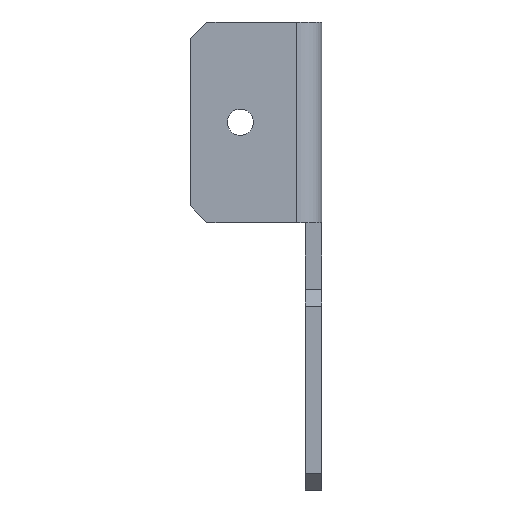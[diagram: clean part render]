
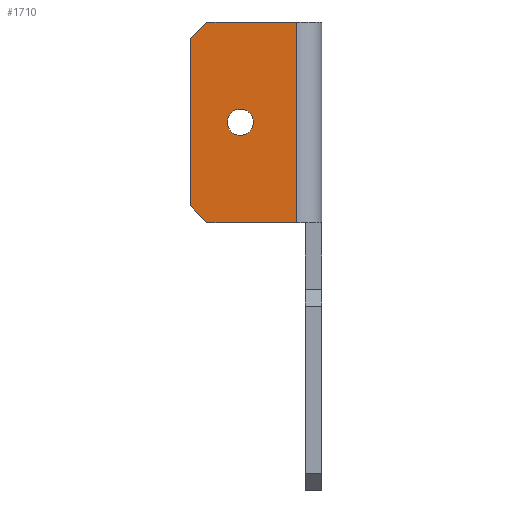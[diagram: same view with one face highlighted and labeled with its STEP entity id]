
A CAD part, left-side view. The second image highlights one B-rep face of the part: STEP entity #1710.
In plain terms, the highlighted planar face has unit normal (-1, 0, 0).
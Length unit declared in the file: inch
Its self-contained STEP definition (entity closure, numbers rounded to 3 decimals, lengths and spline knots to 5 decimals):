
#11 = ORIENTED_EDGE ( 'NONE', *, *, #1309, .F. ) ;
#59 = PLANE ( 'NONE',  #1070 ) ;
#87 = DIRECTION ( 'NONE',  ( 0., 0.707, -0.707 ) ) ;
#98 = EDGE_CURVE ( 'NONE', #1547, #2165, #1254, .T. ) ;
#142 = ORIENTED_EDGE ( 'NONE', *, *, #98, .F. ) ;
#285 = CARTESIAN_POINT ( 'NONE',  ( 0.805, 0.984, 1.875 ) ) ;
#311 = AXIS2_PLACEMENT_3D ( 'NONE', #655, #568, #1811 ) ;
#328 = EDGE_CURVE ( 'NONE', #714, #1172, #2289, .T. ) ;
#331 = CARTESIAN_POINT ( 'NONE',  ( 0.805, 0.859, 0.5 ) ) ;
#347 = VECTOR ( 'NONE', #817, 39.37008 ) ;
#423 = VERTEX_POINT ( 'NONE', #989 ) ;
#430 = DIRECTION ( 'NONE',  ( 0., -1., 0. ) ) ;
#449 = DIRECTION ( 'NONE',  ( -1., 0., 0. ) ) ;
#471 = CARTESIAN_POINT ( 'NONE',  ( 0.805, 0.125, 2. ) ) ;
#527 = ORIENTED_EDGE ( 'NONE', *, *, #678, .F. ) ;
#568 = DIRECTION ( 'NONE',  ( -1., 0., 0. ) ) ;
#655 = CARTESIAN_POINT ( 'NONE',  ( 0.805, 0.609, 1.25 ) ) ;
#678 = EDGE_CURVE ( 'NONE', #1172, #714, #1397, .T. ) ;
#714 = VERTEX_POINT ( 'NONE', #731 ) ;
#731 = CARTESIAN_POINT ( 'NONE',  ( 0.805, 0.511, 1.25 ) ) ;
#744 = FACE_OUTER_BOUND ( 'NONE', #1666, .T. ) ;
#751 = DIRECTION ( 'NONE',  ( 0., -1., 0. ) ) ;
#762 = CARTESIAN_POINT ( 'NONE',  ( 0.805, 0.859, 0.5 ) ) ;
#782 = EDGE_LOOP ( 'NONE', ( #527, #1668 ) ) ;
#817 = DIRECTION ( 'NONE',  ( 0., 0., 1. ) ) ;
#824 = CARTESIAN_POINT ( 'NONE',  ( 0.805, 0.984, 2. ) ) ;
#829 = LINE ( 'NONE', #824, #347 ) ;
#837 = VECTOR ( 'NONE', #1282, 39.37008 ) ;
#894 = ORIENTED_EDGE ( 'NONE', *, *, #1188, .T. ) ;
#896 = CARTESIAN_POINT ( 'NONE',  ( 0.805, 0.1875, 0.5 ) ) ;
#944 = CARTESIAN_POINT ( 'NONE',  ( 0.805, 0.984, 1.875 ) ) ;
#964 = LINE ( 'NONE', #944, #1087 ) ;
#989 = CARTESIAN_POINT ( 'NONE',  ( 0.805, 0.984, 0.625 ) ) ;
#1070 = AXIS2_PLACEMENT_3D ( 'NONE', #1474, #2241, #430 ) ;
#1087 = VECTOR ( 'NONE', #87, 39.37008 ) ;
#1105 = CARTESIAN_POINT ( 'NONE',  ( 0.805, 0.859, 2. ) ) ;
#1111 = DIRECTION ( 'NONE',  ( 0., 1., 0. ) ) ;
#1120 = DIRECTION ( 'NONE',  ( 0., -0.707, -0.707 ) ) ;
#1172 = VERTEX_POINT ( 'NONE', #1956 ) ;
#1188 = EDGE_CURVE ( 'NONE', #2106, #1381, #964, .T. ) ;
#1254 = LINE ( 'NONE', #896, #837 ) ;
#1282 = DIRECTION ( 'NONE',  ( 0., 0., -1. ) ) ;
#1309 = EDGE_CURVE ( 'NONE', #423, #1381, #829, .T. ) ;
#1315 = CARTESIAN_POINT ( 'NONE',  ( 0.805, 0.609, 1.25 ) ) ;
#1340 = DIRECTION ( 'NONE',  ( 0., 1., 0. ) ) ;
#1381 = VERTEX_POINT ( 'NONE', #285 ) ;
#1391 = VECTOR ( 'NONE', #1120, 39.37008 ) ;
#1397 = CIRCLE ( 'NONE', #311, 0.098 ) ;
#1448 = ORIENTED_EDGE ( 'NONE', *, *, #2104, .F. ) ;
#1466 = LINE ( 'NONE', #762, #1391 ) ;
#1474 = CARTESIAN_POINT ( 'NONE',  ( 0.805, 0., 0. ) ) ;
#1546 = VECTOR ( 'NONE', #751, 39.37008 ) ;
#1547 = VERTEX_POINT ( 'NONE', #1654 ) ;
#1592 = ORIENTED_EDGE ( 'NONE', *, *, #1704, .T. ) ;
#1640 = LINE ( 'NONE', #2105, #1891 ) ;
#1654 = CARTESIAN_POINT ( 'NONE',  ( 0.805, 0.1875, 2. ) ) ;
#1666 = EDGE_LOOP ( 'NONE', ( #11, #1592, #1877, #142, #1448, #894 ) ) ;
#1668 = ORIENTED_EDGE ( 'NONE', *, *, #328, .F. ) ;
#1674 = EDGE_CURVE ( 'NONE', #2165, #2329, #1640, .T. ) ;
#1694 = AXIS2_PLACEMENT_3D ( 'NONE', #1315, #449, #1340 ) ;
#1704 = EDGE_CURVE ( 'NONE', #423, #2329, #1466, .T. ) ;
#1710 = ADVANCED_FACE ( 'NONE', ( #2147, #744 ), #59, .F. ) ;
#1811 = DIRECTION ( 'NONE',  ( 0., 1., 0. ) ) ;
#1877 = ORIENTED_EDGE ( 'NONE', *, *, #1674, .F. ) ;
#1891 = VECTOR ( 'NONE', #1111, 39.37008 ) ;
#1956 = CARTESIAN_POINT ( 'NONE',  ( 0.805, 0.707, 1.25 ) ) ;
#2104 = EDGE_CURVE ( 'NONE', #2106, #1547, #2295, .T. ) ;
#2105 = CARTESIAN_POINT ( 'NONE',  ( 0.805, 0.984, 0.5 ) ) ;
#2106 = VERTEX_POINT ( 'NONE', #1105 ) ;
#2147 = FACE_BOUND ( 'NONE', #782, .T. ) ;
#2165 = VERTEX_POINT ( 'NONE', #2168 ) ;
#2168 = CARTESIAN_POINT ( 'NONE',  ( 0.805, 0.1875, 0.5 ) ) ;
#2241 = DIRECTION ( 'NONE',  ( 1., 0., 0. ) ) ;
#2289 = CIRCLE ( 'NONE', #1694, 0.098 ) ;
#2295 = LINE ( 'NONE', #471, #1546 ) ;
#2329 = VERTEX_POINT ( 'NONE', #331 ) ;
